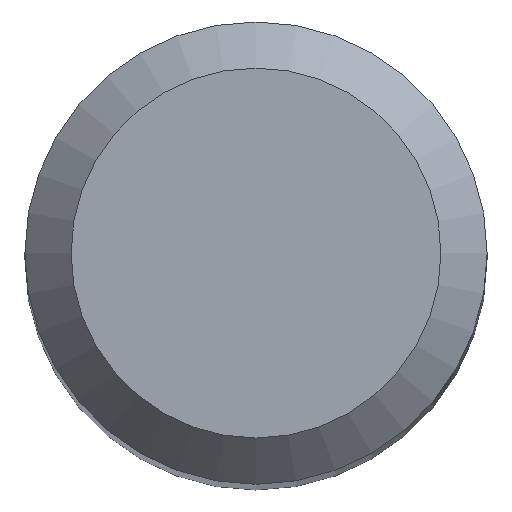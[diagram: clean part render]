
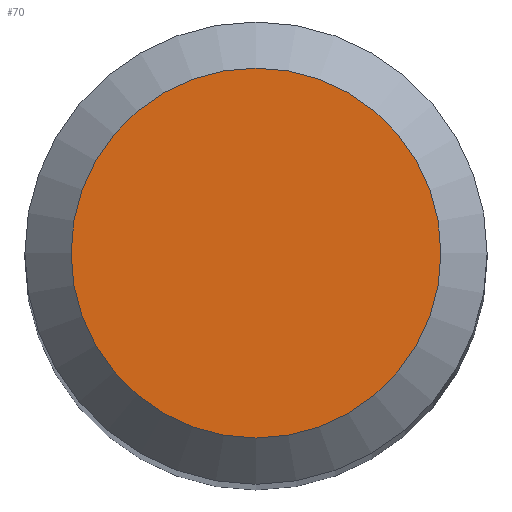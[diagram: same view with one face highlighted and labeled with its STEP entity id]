
A CAD part, top view. The second image highlights one B-rep face of the part: STEP entity #70.
In plain terms, the highlighted planar face has unit normal (0, 0, 1).
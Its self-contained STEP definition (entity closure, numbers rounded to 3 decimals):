
#3 = VERTEX_POINT ( 'NONE', #31 ) ;
#31 = CARTESIAN_POINT ( 'NONE',  ( 0., -1.6, 38. ) ) ;
#54 = CARTESIAN_POINT ( 'NONE',  ( 0., 0., 38. ) ) ;
#70 = ADVANCED_FACE ( 'NONE', ( #309 ), #283, .F. ) ;
#75 = EDGE_LOOP ( 'NONE', ( #275 ) ) ;
#92 = DIRECTION ( 'NONE',  ( 0., -1., 0. ) ) ;
#106 = DIRECTION ( 'NONE',  ( 0., 0., -1. ) ) ;
#184 = AXIS2_PLACEMENT_3D ( 'NONE', #204, #322, #92 ) ;
#204 = CARTESIAN_POINT ( 'NONE',  ( 0., 0., 38. ) ) ;
#232 = CIRCLE ( 'NONE', #184, 1.6 ) ;
#260 = AXIS2_PLACEMENT_3D ( 'NONE', #54, #106, #262 ) ;
#262 = DIRECTION ( 'NONE',  ( 0., 1., 0. ) ) ;
#275 = ORIENTED_EDGE ( 'NONE', *, *, #293, .T. ) ;
#283 = PLANE ( 'NONE',  #260 ) ;
#293 = EDGE_CURVE ( 'NONE', #3, #3, #232, .T. ) ;
#309 = FACE_OUTER_BOUND ( 'NONE', #75, .T. ) ;
#322 = DIRECTION ( 'NONE',  ( 0., 0., 1. ) ) ;
